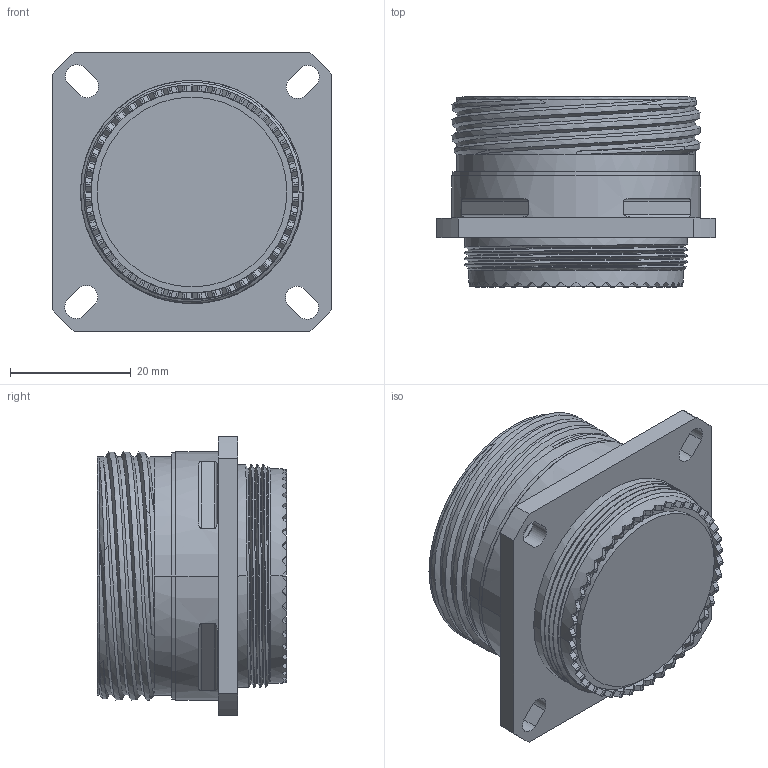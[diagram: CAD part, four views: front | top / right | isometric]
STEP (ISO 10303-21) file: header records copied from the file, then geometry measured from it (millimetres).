
FILE_DESCRIPTION((''),'2;1');
FILE_NAME('8D-07-25-20','2009-07-02T',('NizamudheenKC'),('FCI INTERCONNECT'),'PRO/ENGINEER BY PARAMETRIC TECHNOLOGY CORPORATION, 2005310','PRO/ENGINEER BY PARAMETRIC TECHNOLOGY CORPORATION, 2005310','');
FILE_SCHEMA(('CONFIG_CONTROL_DESIGN'));
Length unit declared in the file: millimetre
Products named in the file (1): 8D-07-25-20
Bounding box: 46.3 x 31.5 x 46.3 mm (x, y, z)
Volume: 38368.8 mm3; surface area: 9460.3 mm2
Topology: 1 solids, 1 shells, 377 faces, 1081 edges, 716 vertices
Faces by surface type: cylinder 179, plane 168, bspline 21, cone 8, extrusion 1
Entity records: 16723 total; most frequent: CARTESIAN_POINT 7884, ORIENTED_EDGE 2162, DIRECTION 1347, EDGE_CURVE 1081, VERTEX_POINT 716, B_SPLINE_CURVE_WITH_KNOTS 577, AXIS2_PLACEMENT_3D 486, EDGE_LOOP 395
